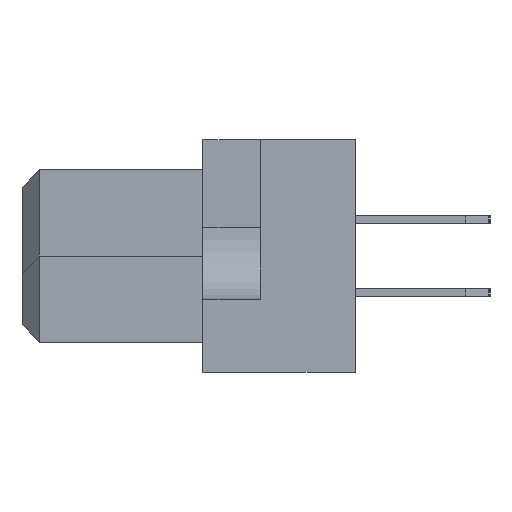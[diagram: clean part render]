
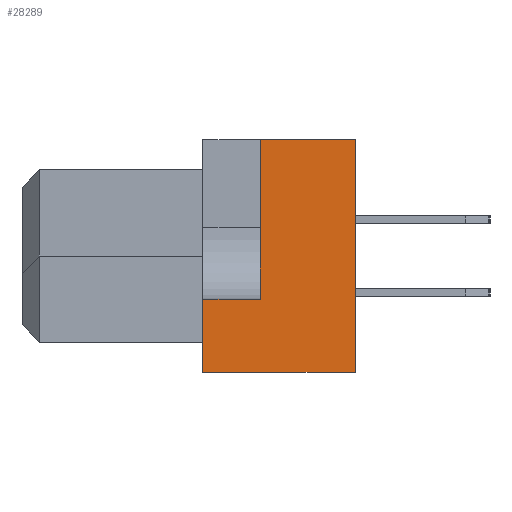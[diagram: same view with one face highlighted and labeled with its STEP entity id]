
A CAD part, left-side view. The second image highlights one B-rep face of the part: STEP entity #28289.
In plain terms, the highlighted planar face has unit normal (-1, 0, 0).
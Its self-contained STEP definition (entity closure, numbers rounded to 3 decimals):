
#366 = VERTEX_POINT ( 'NONE', #26432 ) ;
#936 = CARTESIAN_POINT ( 'NONE',  ( -47.5, 100.645, 4.05 ) ) ;
#1790 = CARTESIAN_POINT ( 'NONE',  ( -47.5, 5.3, -4.05 ) ) ;
#2089 = VECTOR ( 'NONE', #12235, 1000. ) ;
#2341 = VERTEX_POINT ( 'NONE', #23433 ) ;
#3145 = CARTESIAN_POINT ( 'NONE',  ( -47.5, 0., -4.05 ) ) ;
#3408 = DIRECTION ( 'NONE',  ( 0., 1., 0. ) ) ;
#3656 = VECTOR ( 'NONE', #22460, 1000. ) ;
#3919 = LINE ( 'NONE', #3145, #17641 ) ;
#4272 = ORIENTED_EDGE ( 'NONE', *, *, #6218, .F. ) ;
#4526 = EDGE_CURVE ( 'NONE', #15439, #25751, #3919, .T. ) ;
#6218 = EDGE_CURVE ( 'NONE', #17804, #366, #9558, .T. ) ;
#7615 = DIRECTION ( 'NONE',  ( 0., 0., 1. ) ) ;
#8034 = EDGE_CURVE ( 'NONE', #17804, #15439, #11990, .T. ) ;
#8053 = ORIENTED_EDGE ( 'NONE', *, *, #4526, .T. ) ;
#8127 = VECTOR ( 'NONE', #29671, 1000. ) ;
#8195 = DIRECTION ( 'NONE',  ( 0., 0., -1. ) ) ;
#8260 = VECTOR ( 'NONE', #7615, 1000. ) ;
#8731 = LINE ( 'NONE', #17221, #11226 ) ;
#9558 = LINE ( 'NONE', #1790, #8127 ) ;
#11226 = VECTOR ( 'NONE', #3408, 1000. ) ;
#11990 = LINE ( 'NONE', #15416, #3656 ) ;
#12235 = DIRECTION ( 'NONE',  ( 0., -1., 0. ) ) ;
#13426 = EDGE_CURVE ( 'NONE', #27542, #366, #8731, .T. ) ;
#15416 = CARTESIAN_POINT ( 'NONE',  ( -47.5, 100.645, -4.05 ) ) ;
#15439 = VERTEX_POINT ( 'NONE', #28370 ) ;
#17221 = CARTESIAN_POINT ( 'NONE',  ( -47.5, 3.3, -1.5 ) ) ;
#17641 = VECTOR ( 'NONE', #23405, 1000. ) ;
#17804 = VERTEX_POINT ( 'NONE', #22962 ) ;
#19080 = LINE ( 'NONE', #25739, #8260 ) ;
#20007 = CARTESIAN_POINT ( 'NONE',  ( -47.5, 100.645, -4.05 ) ) ;
#20981 = ORIENTED_EDGE ( 'NONE', *, *, #25954, .F. ) ;
#22186 = PLANE ( 'NONE',  #24397 ) ;
#22460 = DIRECTION ( 'NONE',  ( 0., -1., 0. ) ) ;
#22962 = CARTESIAN_POINT ( 'NONE',  ( -47.5, 5.3, -4.05 ) ) ;
#23337 = EDGE_CURVE ( 'NONE', #2341, #25751, #29923, .T. ) ;
#23405 = DIRECTION ( 'NONE',  ( 0., 0., 1. ) ) ;
#23433 = CARTESIAN_POINT ( 'NONE',  ( -47.5, 3.3, 4.05 ) ) ;
#24010 = ORIENTED_EDGE ( 'NONE', *, *, #8034, .T. ) ;
#24397 = AXIS2_PLACEMENT_3D ( 'NONE', #20007, #26957, #8195 ) ;
#24701 = ORIENTED_EDGE ( 'NONE', *, *, #23337, .F. ) ;
#25155 = CARTESIAN_POINT ( 'NONE',  ( -47.5, 0., 4.05 ) ) ;
#25739 = CARTESIAN_POINT ( 'NONE',  ( -47.5, 3.3, -1.5 ) ) ;
#25751 = VERTEX_POINT ( 'NONE', #25155 ) ;
#25954 = EDGE_CURVE ( 'NONE', #27542, #2341, #19080, .T. ) ;
#26080 = EDGE_LOOP ( 'NONE', ( #20981, #29922, #4272, #24010, #8053, #24701 ) ) ;
#26432 = CARTESIAN_POINT ( 'NONE',  ( -47.5, 5.3, -1.5 ) ) ;
#26957 = DIRECTION ( 'NONE',  ( 1., 0., 0. ) ) ;
#27542 = VERTEX_POINT ( 'NONE', #27910 ) ;
#27910 = CARTESIAN_POINT ( 'NONE',  ( -47.5, 3.3, -1.5 ) ) ;
#28289 = ADVANCED_FACE ( 'NONE', ( #28331 ), #22186, .F. ) ;
#28331 = FACE_OUTER_BOUND ( 'NONE', #26080, .T. ) ;
#28370 = CARTESIAN_POINT ( 'NONE',  ( -47.5, 0., -4.05 ) ) ;
#29671 = DIRECTION ( 'NONE',  ( 0., 0., 1. ) ) ;
#29922 = ORIENTED_EDGE ( 'NONE', *, *, #13426, .T. ) ;
#29923 = LINE ( 'NONE', #936, #2089 ) ;
